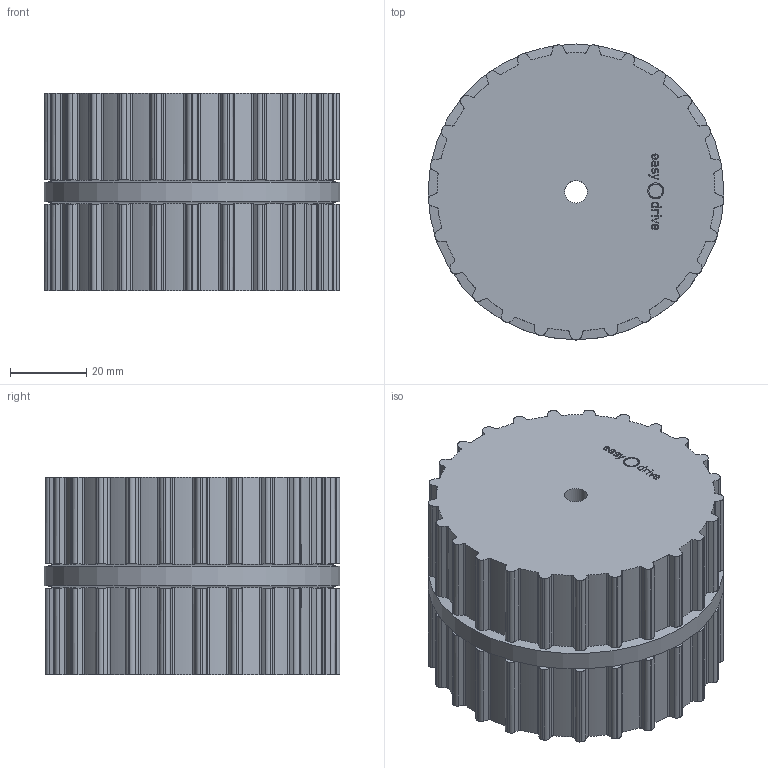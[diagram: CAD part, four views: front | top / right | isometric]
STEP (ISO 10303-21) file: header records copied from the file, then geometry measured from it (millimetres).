
FILE_DESCRIPTION(('zahnriemen24 Model'),'2;1');
FILE_NAME('zahnriemen24 Shape Model','2022-11-24T12:17:34',('Author'),( ''),'zahnriemen24 STEP processor 7.6','zahnriemen24','Unknown');
FILE_SCHEMA(('AUTOMOTIVE_DESIGN { 1 0 10303 214 1 1 1 1 }'));
Length unit declared in the file: millimetre
Products named in the file (3): zahnriemenscheibe_easydrive; Body_Rille_Mittelkranz; Easydrive
Assembly tree (3 placements, depth 2):
  zahnriemenscheibe_easydrive
    Body_Rille_Mittelkranz  x2
    Easydrive
Bounding box: 77.77 x 77.77 x 52 mm (x, y, z)
Volume: 233566.6 mm3; surface area: 35751.6 mm2
Topology: 3 solids, 3 shells, 609 faces, 1951 edges, 1366 vertices
Faces by surface type: cylinder 306, extrusion 173, plane 124, cone 6
Full cylindrical faces by diameter (mm): 6 x1, 67.77 x3, 77.77 x2
Entity records: 59734 total; most frequent: CARTESIAN_POINT 22767, DIRECTION 5807, ORIENTED_EDGE 3882, PCURVE 3882, DEFINITIONAL_REPRESENTATION 3882, VECTOR 3207, LINE 3034, EDGE_CURVE 1941
